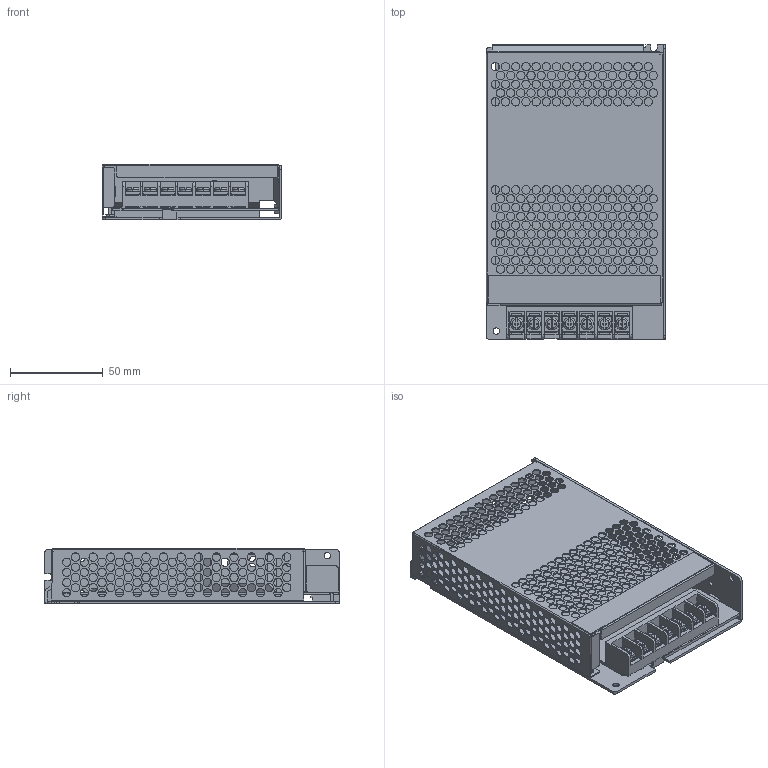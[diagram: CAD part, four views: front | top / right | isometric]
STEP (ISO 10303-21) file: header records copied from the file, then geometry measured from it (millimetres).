
FILE_DESCRIPTION((''),'2;1');
FILE_NAME('ASM000_ASM','2021-01-19T10:24:22',('danae.lavaud'),(''),'CREO PARAMETRIC BY PTC INC, 2018260','CREO PARAMETRIC BY PTC INC, 2018260','');
FILE_SCHEMA(('AUTOMOTIVE_DESIGN { 1 0 10303 214 1 1 1 1 }'));
Products named in the file (22): PRT0007_1_1_1; PRT0007_1_2_1; PRT0007_1_3_1; PRT0007_1_4_1; PRT0007_1_5_1; PRT0007_1_6_1; PRT0007_1_7_1; PRT0007_1_ASM_1_ASM; JIAOZI_32_1_1_1_1_1; YK1001A1-441_07_27_1_1_1_1_1; PRT0006_1_1; CHASSIS-STANDOFF_1_1_1_1; LABEL_5_1_1_1; CHASSIS-STANDOFF_2_1_1; 150W2BA-R2_18_1_1; 150W_COVER_14_1_1; PRT0005_3_1; PRT0005_3_2; PRT0005_3_ASM; SIMPLIFIED_ASM_1_ASM; ABL_PANELMOUNT150W_3DCAD_ASM; ASM000_ASM
Assembly tree (27 placements, depth 5):
  ASM000_ASM
    ABL_PANELMOUNT150W_3DCAD_ASM
      SIMPLIFIED_ASM_1_ASM
        PRT0007_1_ASM_1_ASM
          PRT0007_1_1_1
          PRT0007_1_2_1
          PRT0007_1_3_1
          PRT0007_1_4_1
          PRT0007_1_5_1
          PRT0007_1_6_1
          PRT0007_1_7_1
        JIAOZI_32_1_1_1_1_1
        YK1001A1-441_07_27_1_1_1_1_1
        PRT0006_1_1  x7
        CHASSIS-STANDOFF_1_1_1_1
        LABEL_5_1_1_1
        CHASSIS-STANDOFF_2_1_1
        150W2BA-R2_18_1_1
        150W_COVER_14_1_1
        PRT0005_3_ASM
          PRT0005_3_1
          PRT0005_3_2
Bounding box: 97 x 159 x 30.1 mm (x, y, z)
Volume: 70194.5 mm3; surface area: 117776.6 mm2
Topology: 23 solids, 23 shells, 1626 faces, 4614 edges, 3022 vertices
Faces by surface type: cylinder 807, plane 801, torus 16, cone 2
Entity records: 52880 total; most frequent: DIRECTION 9116, CARTESIAN_POINT 8984, ORIENTED_EDGE 8652, EDGE_CURVE 4326, AXIS2_PLACEMENT_3D 3224, VERTEX_POINT 2830, VECTOR 2668, LINE 2668
